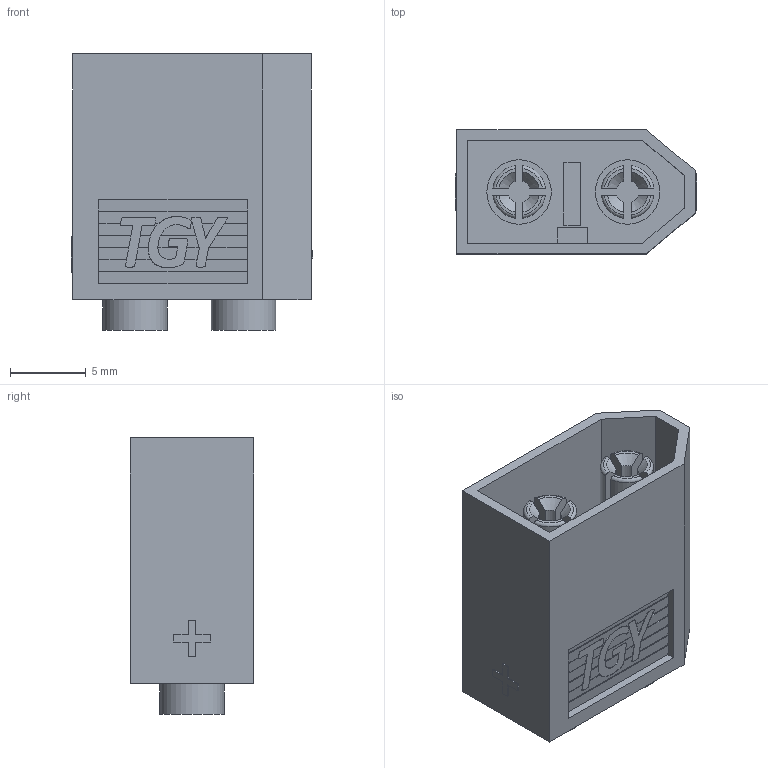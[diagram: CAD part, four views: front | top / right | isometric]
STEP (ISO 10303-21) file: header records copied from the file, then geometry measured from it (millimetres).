
FILE_DESCRIPTION(/* description */ (''),/* implementation_level */ '2;1');
FILE_NAME(/* name */ 'XT60 male PCB Version.step',/* time_stamp */ '2018-12-20T13:11:04+00:00',/* author */ ('eric.n.tech'),/* organization */ (''),/* preprocessor_version */ 'ST-DEVELOPER v17.2',/* originating_system */ 'Autodesk Translation Framework v7.6.0.251',/* authorisation */ '');
FILE_SCHEMA (('AUTOMOTIVE_DESIGN { 1 0 10303 214 3 1 1 }'));
Length unit declared in the file: millimetre
Products named in the file (2): XT60 male PCB Version; XT60 male v1
Assembly tree (1 placements, depth 2):
  XT60 male PCB Version
    XT60 male v1
Bounding box: 15.9 x 8.15 x 18.2 mm (x, y, z)
Volume: 1056.1 mm3; surface area: 2067.3 mm2
Topology: 1 solids, 3 shells, 394 faces, 967 edges, 599 vertices
Faces by surface type: plane 248, bspline 103, cylinder 25, cone 10, torus 8
Full cylindrical faces by diameter (mm): 3 x2, 4.25 x4, 5.85 x2
Entity records: 17796 total; most frequent: CARTESIAN_POINT 9200, ORIENTED_EDGE 1930, DIRECTION 1397, EDGE_CURVE 965, LINE 645, VECTOR 645, VERTEX_POINT 599, EDGE_LOOP 416
